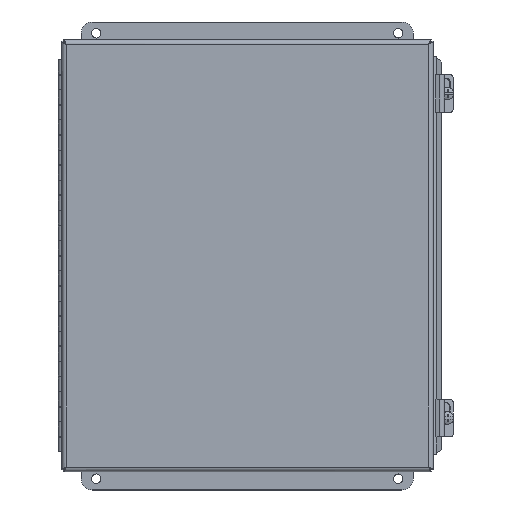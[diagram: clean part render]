
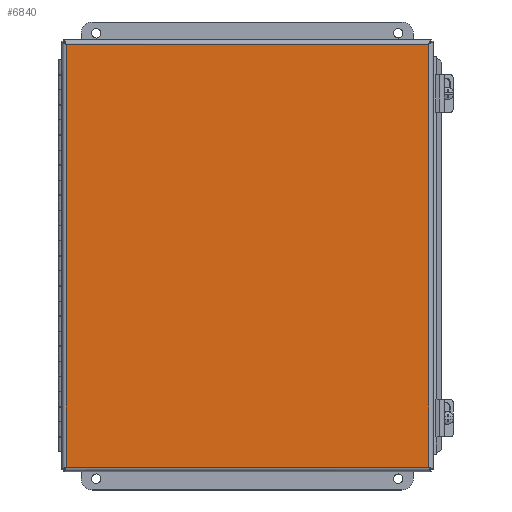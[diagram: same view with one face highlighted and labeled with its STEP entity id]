
A CAD part, top view. The second image highlights one B-rep face of the part: STEP entity #6840.
In plain terms, the highlighted face is planar.
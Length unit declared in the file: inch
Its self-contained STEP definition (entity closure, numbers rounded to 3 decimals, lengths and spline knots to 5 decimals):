
#702=PLANE('',#7331);
#1022=FACE_OUTER_BOUND('',#1487,.T.);
#1487=EDGE_LOOP('',(#5649,#5650,#5651,#5652));
#2137=LINE('',#11199,#2733);
#2153=LINE('',#11301,#2749);
#2167=LINE('',#11398,#2763);
#2174=LINE('',#11481,#2770);
#2733=VECTOR('',#8701,14.007);
#2749=VECTOR('',#8731,12.007);
#2763=VECTOR('',#8759,14.007);
#2770=VECTOR('',#8776,12.007);
#3279=VERTEX_POINT('',#11190);
#3280=VERTEX_POINT('',#11198);
#3291=VERTEX_POINT('',#11293);
#3299=VERTEX_POINT('',#11390);
#4060=EDGE_CURVE('',#3280,#3279,#2137,.T.);
#4080=EDGE_CURVE('',#3279,#3291,#2153,.T.);
#4098=EDGE_CURVE('',#3291,#3299,#2167,.T.);
#4109=EDGE_CURVE('',#3299,#3280,#2174,.T.);
#5649=ORIENTED_EDGE('',*,*,#4060,.T.);
#5650=ORIENTED_EDGE('',*,*,#4080,.T.);
#5651=ORIENTED_EDGE('',*,*,#4098,.T.);
#5652=ORIENTED_EDGE('',*,*,#4109,.T.);
#6840=ADVANCED_FACE('',(#1022),#702,.F.);
#7331=AXIS2_PLACEMENT_3D('',#11567,#8801,#8802);
#8701=DIRECTION('',(0.,-1.,0.));
#8731=DIRECTION('',(-1.,0.,0.));
#8759=DIRECTION('',(0.,1.,0.));
#8776=DIRECTION('',(1.,0.,0.));
#8801=DIRECTION('center_axis',(0.,0.,1.));
#8802=DIRECTION('ref_axis',(1.,0.,0.));
#11190=CARTESIAN_POINT('',(12.15975,0.15275,0.));
#11198=CARTESIAN_POINT('',(12.15975,14.15975,0.));
#11199=CARTESIAN_POINT('',(12.15975,10.658,0.));
#11293=CARTESIAN_POINT('',(0.15275,0.15275,0.));
#11301=CARTESIAN_POINT('',(9.158,0.15275,0.));
#11390=CARTESIAN_POINT('',(0.15275,14.15975,0.));
#11398=CARTESIAN_POINT('',(0.15275,3.6545,0.));
#11481=CARTESIAN_POINT('',(3.1545,14.15975,0.));
#11567=CARTESIAN_POINT('Origin',(6.15625,7.15625,0.));
